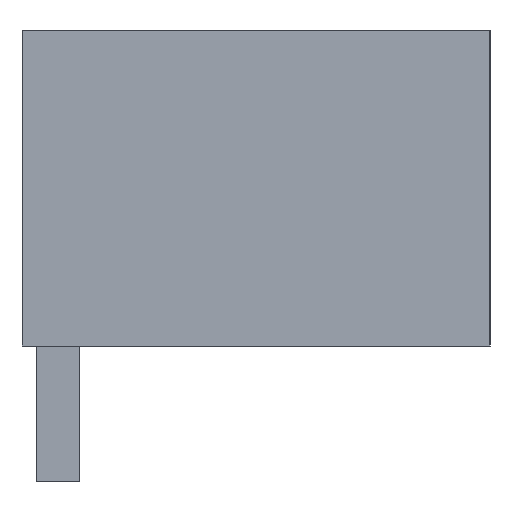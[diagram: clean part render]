
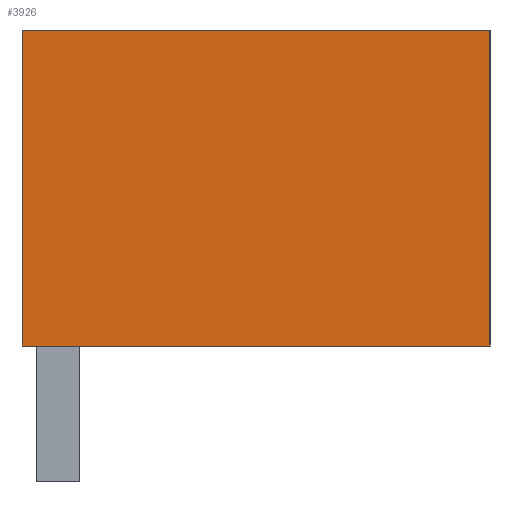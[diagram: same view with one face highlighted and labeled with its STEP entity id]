
A CAD part, left-side view. The second image highlights one B-rep face of the part: STEP entity #3926.
In plain terms, the highlighted planar face has unit normal (-1, 0, 0).
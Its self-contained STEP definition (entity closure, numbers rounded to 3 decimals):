
#3913=AXIS2_PLACEMENT_3D('Plane Axis2P3D',#3910,#3911,#3912) ;
#1382=CARTESIAN_POINT('Vertex',(0.,11.05,3.2)) ;
#1385=CARTESIAN_POINT('Line Origine',(0.,11.05,6.925)) ;
#1389=CARTESIAN_POINT('Vertex',(0.,11.05,10.65)) ;
#1647=CARTESIAN_POINT('Line Origine',(0.,5.525,3.2)) ;
#1651=CARTESIAN_POINT('Vertex',(0.,0.,3.2)) ;
#3297=CARTESIAN_POINT('Line Origine',(0.,5.525,10.65)) ;
#3301=CARTESIAN_POINT('Vertex',(0.,0.,10.65)) ;
#3910=CARTESIAN_POINT('Axis2P3D Location',(0.,-2.377,0.)) ;
#3915=CARTESIAN_POINT('Line Origine',(0.,0.,6.925)) ;
#1386=DIRECTION('Vector Direction',(0.,0.,-1.)) ;
#1648=DIRECTION('Vector Direction',(0.,1.,0.)) ;
#3298=DIRECTION('Vector Direction',(0.,-1.,0.)) ;
#3911=DIRECTION('Axis2P3D Direction',(1.,-0.,0.)) ;
#3912=DIRECTION('Axis2P3D XDirection',(0.,1.,0.)) ;
#3916=DIRECTION('Vector Direction',(0.,0.,1.)) ;
#1387=VECTOR('Line Direction',#1386,1.) ;
#1649=VECTOR('Line Direction',#1648,1.) ;
#3299=VECTOR('Line Direction',#3298,1.) ;
#3917=VECTOR('Line Direction',#3916,1.) ;
#3921=ORIENTED_EDGE('',*,*,#3303,.F.) ;
#3922=ORIENTED_EDGE('',*,*,#1391,.T.) ;
#3923=ORIENTED_EDGE('',*,*,#1653,.F.) ;
#3924=ORIENTED_EDGE('',*,*,#3919,.T.) ;
#3926=ADVANCED_FACE('HOUSING',(#3925),#3914,.F.) ;
#1391=EDGE_CURVE('',#1390,#1383,#1388,.T.) ;
#1653=EDGE_CURVE('',#1652,#1383,#1650,.T.) ;
#3303=EDGE_CURVE('',#1390,#3302,#3300,.T.) ;
#3919=EDGE_CURVE('',#1652,#3302,#3918,.T.) ;
#3920=EDGE_LOOP('',(#3921,#3922,#3923,#3924)) ;
#3925=FACE_OUTER_BOUND('',#3920,.T.) ;
#1388=LINE('Line',#1385,#1387) ;
#1650=LINE('Line',#1647,#1649) ;
#3300=LINE('Line',#3297,#3299) ;
#3918=LINE('Line',#3915,#3917) ;
#3914=PLANE('',#3913) ;
#1383=VERTEX_POINT('',#1382) ;
#1390=VERTEX_POINT('',#1389) ;
#1652=VERTEX_POINT('',#1651) ;
#3302=VERTEX_POINT('',#3301) ;
